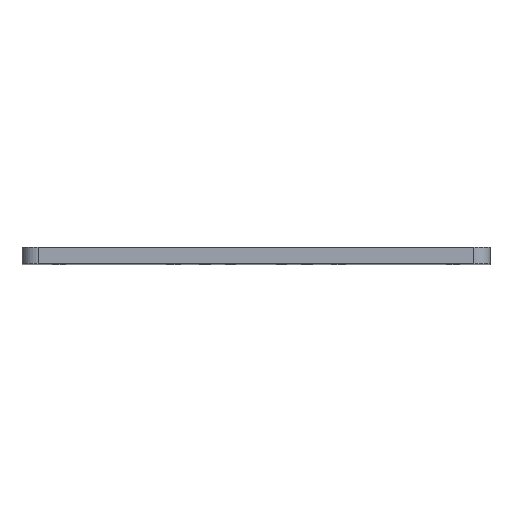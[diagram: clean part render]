
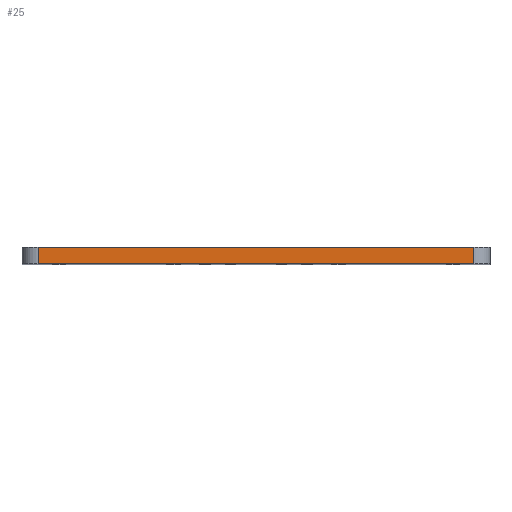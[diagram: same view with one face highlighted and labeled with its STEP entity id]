
A CAD part, top view. The second image highlights one B-rep face of the part: STEP entity #25.
In plain terms, the highlighted planar face has unit normal (0, 0, 1).
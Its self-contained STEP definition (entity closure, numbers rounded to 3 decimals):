
#25 = ADVANCED_FACE ( 'NONE', ( #570 ), #159, .T. ) ;
#28 = ORIENTED_EDGE ( 'NONE', *, *, #596, .T. ) ;
#30 = DIRECTION ( 'NONE',  ( 0., 1., 0. ) ) ;
#50 = VERTEX_POINT ( 'NONE', #263 ) ;
#84 = VERTEX_POINT ( 'NONE', #248 ) ;
#159 = PLANE ( 'NONE',  #1028 ) ;
#174 = CARTESIAN_POINT ( 'NONE',  ( -132.5, -10., 122.5 ) ) ;
#178 = DIRECTION ( 'NONE',  ( 1., 0., 0. ) ) ;
#248 = CARTESIAN_POINT ( 'NONE',  ( -132.5, 0., 122.5 ) ) ;
#263 = CARTESIAN_POINT ( 'NONE',  ( 132.5, -10., 122.5 ) ) ;
#296 = LINE ( 'NONE', #174, #1458 ) ;
#327 = CARTESIAN_POINT ( 'NONE',  ( -132.5, -10., 122.5 ) ) ;
#420 = ORIENTED_EDGE ( 'NONE', *, *, #580, .T. ) ;
#485 = CARTESIAN_POINT ( 'NONE',  ( -132.5, -10., 122.5 ) ) ;
#492 = DIRECTION ( 'NONE',  ( 0., 1., 0. ) ) ;
#526 = VERTEX_POINT ( 'NONE', #1555 ) ;
#570 = FACE_OUTER_BOUND ( 'NONE', #1321, .T. ) ;
#580 = EDGE_CURVE ( 'NONE', #50, #526, #1183, .T. ) ;
#596 = EDGE_CURVE ( 'NONE', #739, #50, #296, .T. ) ;
#739 = VERTEX_POINT ( 'NONE', #327 ) ;
#760 = VECTOR ( 'NONE', #492, 1000. ) ;
#813 = LINE ( 'NONE', #1329, #1198 ) ;
#973 = ORIENTED_EDGE ( 'NONE', *, *, #1167, .F. ) ;
#1016 = DIRECTION ( 'NONE',  ( 1., 0., 0. ) ) ;
#1028 = AXIS2_PLACEMENT_3D ( 'NONE', #1403, #1519, #1016 ) ;
#1075 = CARTESIAN_POINT ( 'NONE',  ( 132.5, -10., 122.5 ) ) ;
#1116 = VECTOR ( 'NONE', #30, 1000. ) ;
#1117 = ORIENTED_EDGE ( 'NONE', *, *, #1272, .F. ) ;
#1167 = EDGE_CURVE ( 'NONE', #84, #526, #813, .T. ) ;
#1183 = LINE ( 'NONE', #1075, #1116 ) ;
#1198 = VECTOR ( 'NONE', #178, 1000. ) ;
#1238 = LINE ( 'NONE', #485, #760 ) ;
#1272 = EDGE_CURVE ( 'NONE', #739, #84, #1238, .T. ) ;
#1321 = EDGE_LOOP ( 'NONE', ( #973, #1117, #28, #420 ) ) ;
#1329 = CARTESIAN_POINT ( 'NONE',  ( -132.5, 0., 122.5 ) ) ;
#1403 = CARTESIAN_POINT ( 'NONE',  ( -132.5, -10., 122.5 ) ) ;
#1458 = VECTOR ( 'NONE', #1566, 1000. ) ;
#1519 = DIRECTION ( 'NONE',  ( 0., 0., 1. ) ) ;
#1555 = CARTESIAN_POINT ( 'NONE',  ( 132.5, 0., 122.5 ) ) ;
#1566 = DIRECTION ( 'NONE',  ( 1., 0., 0. ) ) ;
